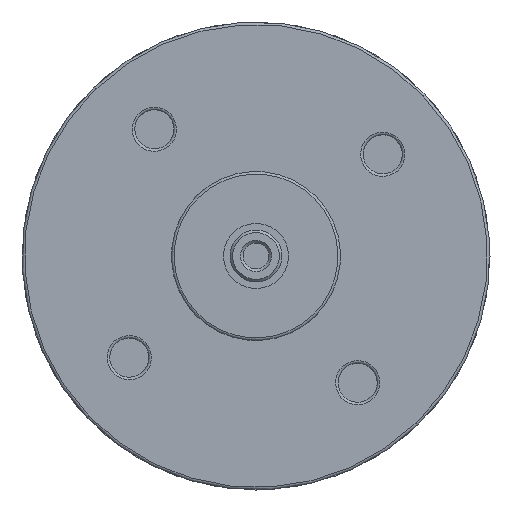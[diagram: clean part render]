
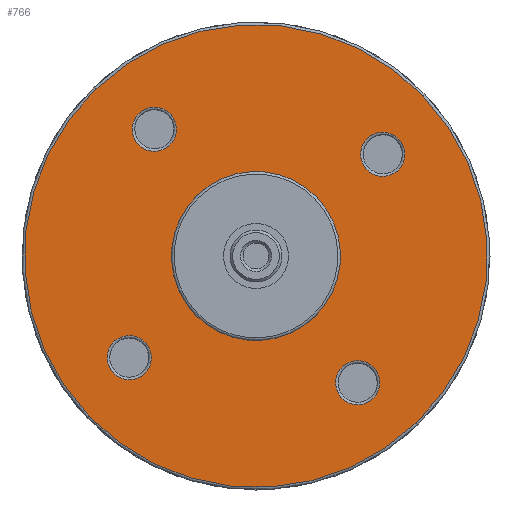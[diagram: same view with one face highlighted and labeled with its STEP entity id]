
A CAD part, front view. The second image highlights one B-rep face of the part: STEP entity #766.
In plain terms, the highlighted planar face has unit normal (0, -1, 0).
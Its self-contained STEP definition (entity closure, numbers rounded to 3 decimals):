
#41=FACE_BOUND('',#155,.T.);
#42=FACE_BOUND('',#156,.T.);
#43=FACE_BOUND('',#157,.T.);
#44=FACE_BOUND('',#158,.T.);
#45=FACE_BOUND('',#159,.T.);
#77=PLANE('',#912);
#106=FACE_OUTER_BOUND('',#154,.T.);
#154=EDGE_LOOP('',(#599,#600));
#155=EDGE_LOOP('',(#601,#602));
#156=EDGE_LOOP('',(#603,#604));
#157=EDGE_LOOP('',(#605,#606));
#158=EDGE_LOOP('',(#607,#608));
#159=EDGE_LOOP('',(#609));
#260=CIRCLE('',#908,1.7);
#264=CIRCLE('',#913,17.8);
#265=CIRCLE('',#914,17.8);
#266=CIRCLE('',#915,1.7);
#267=CIRCLE('',#916,1.7);
#268=CIRCLE('',#917,1.7);
#269=CIRCLE('',#918,1.7);
#270=CIRCLE('',#919,6.5);
#271=CIRCLE('',#920,6.5);
#272=CIRCLE('',#921,1.7);
#273=CIRCLE('',#922,1.7);
#350=VERTEX_POINT('',#1398);
#353=VERTEX_POINT('',#1406);
#354=VERTEX_POINT('',#1407);
#355=VERTEX_POINT('',#1410);
#356=VERTEX_POINT('',#1411);
#357=VERTEX_POINT('',#1414);
#358=VERTEX_POINT('',#1415);
#359=VERTEX_POINT('',#1418);
#360=VERTEX_POINT('',#1419);
#361=VERTEX_POINT('',#1422);
#362=VERTEX_POINT('',#1423);
#444=EDGE_CURVE('',#350,#350,#260,.T.);
#448=EDGE_CURVE('',#353,#354,#264,.T.);
#449=EDGE_CURVE('',#354,#353,#265,.T.);
#450=EDGE_CURVE('',#355,#356,#266,.T.);
#451=EDGE_CURVE('',#356,#355,#267,.T.);
#452=EDGE_CURVE('',#357,#358,#268,.T.);
#453=EDGE_CURVE('',#358,#357,#269,.T.);
#454=EDGE_CURVE('',#359,#360,#270,.T.);
#455=EDGE_CURVE('',#360,#359,#271,.T.);
#456=EDGE_CURVE('',#361,#362,#272,.T.);
#457=EDGE_CURVE('',#362,#361,#273,.T.);
#599=ORIENTED_EDGE('',*,*,#448,.F.);
#600=ORIENTED_EDGE('',*,*,#449,.F.);
#601=ORIENTED_EDGE('',*,*,#450,.F.);
#602=ORIENTED_EDGE('',*,*,#451,.F.);
#603=ORIENTED_EDGE('',*,*,#452,.F.);
#604=ORIENTED_EDGE('',*,*,#453,.F.);
#605=ORIENTED_EDGE('',*,*,#454,.T.);
#606=ORIENTED_EDGE('',*,*,#455,.T.);
#607=ORIENTED_EDGE('',*,*,#456,.F.);
#608=ORIENTED_EDGE('',*,*,#457,.F.);
#609=ORIENTED_EDGE('',*,*,#444,.F.);
#766=ADVANCED_FACE('',(#106,#41,#42,#43,#44,#45),#77,.F.);
#908=AXIS2_PLACEMENT_3D('',#1399,#1115,#1116);
#912=AXIS2_PLACEMENT_3D('',#1405,#1123,#1124);
#913=AXIS2_PLACEMENT_3D('',#1408,#1125,#1126);
#914=AXIS2_PLACEMENT_3D('',#1409,#1127,#1128);
#915=AXIS2_PLACEMENT_3D('',#1412,#1129,#1130);
#916=AXIS2_PLACEMENT_3D('',#1413,#1131,#1132);
#917=AXIS2_PLACEMENT_3D('',#1416,#1133,#1134);
#918=AXIS2_PLACEMENT_3D('',#1417,#1135,#1136);
#919=AXIS2_PLACEMENT_3D('',#1420,#1137,#1138);
#920=AXIS2_PLACEMENT_3D('',#1421,#1139,#1140);
#921=AXIS2_PLACEMENT_3D('',#1424,#1141,#1142);
#922=AXIS2_PLACEMENT_3D('',#1425,#1143,#1144);
#1115=DIRECTION('center_axis',(0.,-1.,0.));
#1116=DIRECTION('ref_axis',(0.,0.,1.));
#1123=DIRECTION('center_axis',(0.,1.,0.));
#1124=DIRECTION('ref_axis',(0.,0.,1.));
#1125=DIRECTION('center_axis',(0.,1.,0.));
#1126=DIRECTION('ref_axis',(1.,0.,0.));
#1127=DIRECTION('center_axis',(0.,1.,0.));
#1128=DIRECTION('ref_axis',(1.,0.,0.));
#1129=DIRECTION('center_axis',(0.,-1.,0.));
#1130=DIRECTION('ref_axis',(-1.,0.,0.));
#1131=DIRECTION('center_axis',(0.,-1.,0.));
#1132=DIRECTION('ref_axis',(-1.,0.,0.));
#1133=DIRECTION('center_axis',(0.,-1.,0.));
#1134=DIRECTION('ref_axis',(1.,0.,0.));
#1135=DIRECTION('center_axis',(0.,-1.,0.));
#1136=DIRECTION('ref_axis',(1.,0.,0.));
#1137=DIRECTION('center_axis',(0.,1.,0.));
#1138=DIRECTION('ref_axis',(1.,0.,0.));
#1139=DIRECTION('center_axis',(0.,1.,0.));
#1140=DIRECTION('ref_axis',(1.,0.,0.));
#1141=DIRECTION('center_axis',(0.,-1.,0.));
#1142=DIRECTION('ref_axis',(0.,0.,-1.));
#1143=DIRECTION('center_axis',(0.,-1.,0.));
#1144=DIRECTION('ref_axis',(0.,0.,-1.));
#1398=CARTESIAN_POINT('',(8.839,-2.,-10.539));
#1399=CARTESIAN_POINT('Origin',(8.839,-2.,-8.839));
#1405=CARTESIAN_POINT('Origin',(0.,-2.,0.));
#1406=CARTESIAN_POINT('',(-17.8,-2.,0.));
#1407=CARTESIAN_POINT('',(0.,-2.,17.8));
#1408=CARTESIAN_POINT('Origin',(0.,-2.,0.));
#1409=CARTESIAN_POINT('Origin',(0.,-2.,0.));
#1410=CARTESIAN_POINT('',(10.539,-2.,8.839));
#1411=CARTESIAN_POINT('',(8.839,-2.,7.139));
#1412=CARTESIAN_POINT('Origin',(8.839,-2.,8.839));
#1413=CARTESIAN_POINT('Origin',(8.839,-2.,8.839));
#1414=CARTESIAN_POINT('',(-10.539,-2.,-8.839));
#1415=CARTESIAN_POINT('',(-8.839,-2.,-10.539));
#1416=CARTESIAN_POINT('Origin',(-8.839,-2.,-8.839));
#1417=CARTESIAN_POINT('Origin',(-8.839,-2.,-8.839));
#1418=CARTESIAN_POINT('',(6.5,-2.,0.));
#1419=CARTESIAN_POINT('',(-6.5,-2.,0.));
#1420=CARTESIAN_POINT('Origin',(0.,-2.,0.));
#1421=CARTESIAN_POINT('Origin',(0.,-2.,0.));
#1422=CARTESIAN_POINT('',(-8.839,-2.,10.539));
#1423=CARTESIAN_POINT('',(-8.839,-2.,7.139));
#1424=CARTESIAN_POINT('Origin',(-8.839,-2.,8.839));
#1425=CARTESIAN_POINT('Origin',(-8.839,-2.,8.839));
